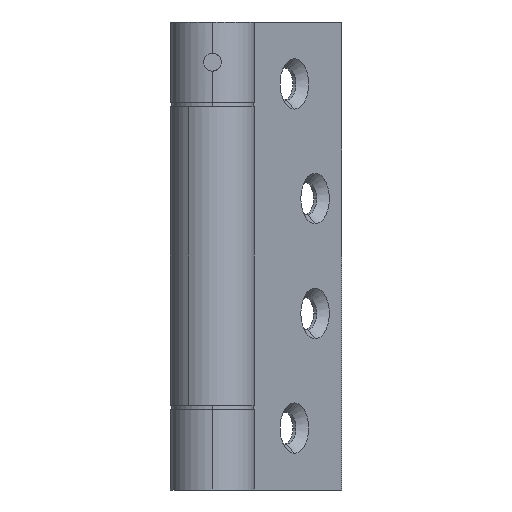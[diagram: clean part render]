
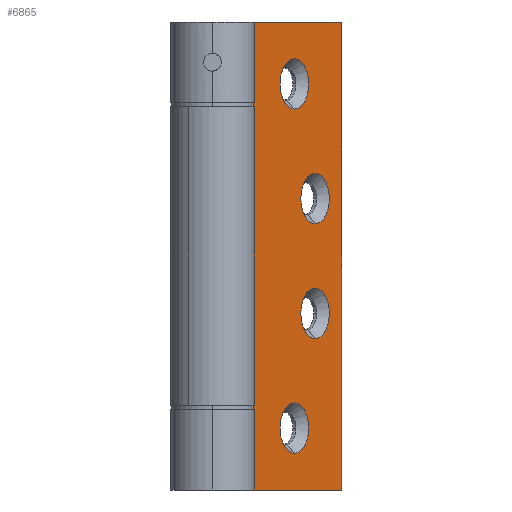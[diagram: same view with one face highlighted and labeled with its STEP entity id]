
A CAD part, left-side view. The second image highlights one B-rep face of the part: STEP entity #6865.
In plain terms, the highlighted face is planar.
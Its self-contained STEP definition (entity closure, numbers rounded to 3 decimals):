
#141 = ORIENTED_EDGE ( 'NONE', *, *, #15239, .T. ) ;
#144 = CARTESIAN_POINT ( 'NONE',  ( 32.65, -0.7, -37.5 ) ) ;
#232 = DIRECTION ( 'NONE',  ( -1., 0., 0. ) ) ;
#677 = DIRECTION ( 'NONE',  ( 0., -1., 0. ) ) ;
#964 = LINE ( 'NONE', #13747, #2727 ) ;
#1120 = ORIENTED_EDGE ( 'NONE', *, *, #7041, .T. ) ;
#1252 = ORIENTED_EDGE ( 'NONE', *, *, #16504, .T. ) ;
#1325 = AXIS2_PLACEMENT_3D ( 'NONE', #3618, #677, #12133 ) ;
#1349 = CIRCLE ( 'NONE', #11782, 5.5 ) ;
#1431 = VERTEX_POINT ( 'NONE', #2111 ) ;
#1501 = VERTEX_POINT ( 'NONE', #17754 ) ;
#1582 = DIRECTION ( 'NONE',  ( 0., 0., -1. ) ) ;
#1662 = FACE_OUTER_BOUND ( 'NONE', #5314, .T. ) ;
#1926 = AXIS2_PLACEMENT_3D ( 'NONE', #144, #11402, #4088 ) ;
#1999 = EDGE_CURVE ( 'NONE', #8169, #10629, #7110, .T. ) ;
#2111 = CARTESIAN_POINT ( 'NONE',  ( 11.312, -0.7, 32.5 ) ) ;
#2203 = EDGE_CURVE ( 'NONE', #7238, #1431, #7567, .T. ) ;
#2210 = EDGE_CURVE ( 'NONE', #1431, #10423, #9720, .T. ) ;
#2282 = EDGE_CURVE ( 'NONE', #10629, #8169, #4441, .T. ) ;
#2462 = DIRECTION ( 'NONE',  ( 1., 0., 0. ) ) ;
#2531 = FACE_BOUND ( 'NONE', #12945, .T. ) ;
#2584 = EDGE_LOOP ( 'NONE', ( #2953, #14208 ) ) ;
#2727 = VECTOR ( 'NONE', #2462, 1000. ) ;
#2825 = VERTEX_POINT ( 'NONE', #3852 ) ;
#2953 = ORIENTED_EDGE ( 'NONE', *, *, #2282, .T. ) ;
#3478 = CARTESIAN_POINT ( 'NONE',  ( 11.312, -0.7, 51. ) ) ;
#3479 = VERTEX_POINT ( 'NONE', #17035 ) ;
#3618 = CARTESIAN_POINT ( 'NONE',  ( 40.65, -0.7, 12.5 ) ) ;
#3852 = CARTESIAN_POINT ( 'NONE',  ( 32.65, -0.7, -43. ) ) ;
#3859 = EDGE_CURVE ( 'NONE', #10423, #6714, #9247, .T. ) ;
#4088 = DIRECTION ( 'NONE',  ( -1., 0., 0. ) ) ;
#4441 = CIRCLE ( 'NONE', #11870, 5.5 ) ;
#4821 = VERTEX_POINT ( 'NONE', #17767 ) ;
#4993 = FACE_BOUND ( 'NONE', #2584, .T. ) ;
#5314 = EDGE_LOOP ( 'NONE', ( #12931, #17284, #6842, #13555, #7848, #8582 ) ) ;
#5573 = AXIS2_PLACEMENT_3D ( 'NONE', #16822, #8394, #11361 ) ;
#5686 = ORIENTED_EDGE ( 'NONE', *, *, #7144, .T. ) ;
#5870 = CARTESIAN_POINT ( 'NONE',  ( 40.65, -0.7, -18. ) ) ;
#5947 = CARTESIAN_POINT ( 'NONE',  ( 11.312, -0.7, -32.5 ) ) ;
#6177 = AXIS2_PLACEMENT_3D ( 'NONE', #9151, #16143, #10369 ) ;
#6557 = VECTOR ( 'NONE', #13261, 1000. ) ;
#6639 = CARTESIAN_POINT ( 'NONE',  ( 32.65, -0.7, 43. ) ) ;
#6710 = VECTOR ( 'NONE', #8934, 1000. ) ;
#6714 = VERTEX_POINT ( 'NONE', #13162 ) ;
#6725 = VERTEX_POINT ( 'NONE', #15960 ) ;
#6842 = ORIENTED_EDGE ( 'NONE', *, *, #2210, .F. ) ;
#6865 = ADVANCED_FACE ( 'NONE', ( #10677, #2531, #4993, #15359, #1662 ), #9218, .T. ) ;
#6871 = VECTOR ( 'NONE', #1582, 1000. ) ;
#7041 = EDGE_CURVE ( 'NONE', #2825, #14520, #17753, .T. ) ;
#7088 = CARTESIAN_POINT ( 'NONE',  ( 11.312, -0.7, 51. ) ) ;
#7110 = CIRCLE ( 'NONE', #7285, 5.5 ) ;
#7144 = EDGE_CURVE ( 'NONE', #4821, #10865, #18198, .T. ) ;
#7204 = CARTESIAN_POINT ( 'NONE',  ( 11.312, -0.7, 51. ) ) ;
#7238 = VERTEX_POINT ( 'NONE', #7595 ) ;
#7259 = CARTESIAN_POINT ( 'NONE',  ( 32.65, -0.7, 37.5 ) ) ;
#7285 = AXIS2_PLACEMENT_3D ( 'NONE', #10339, #11879, #10399 ) ;
#7567 = LINE ( 'NONE', #7204, #6871 ) ;
#7595 = CARTESIAN_POINT ( 'NONE',  ( 11.312, -0.7, 51. ) ) ;
#7848 = ORIENTED_EDGE ( 'NONE', *, *, #13254, .T. ) ;
#8169 = VERTEX_POINT ( 'NONE', #5870 ) ;
#8394 = DIRECTION ( 'NONE',  ( 0., -1., 0. ) ) ;
#8505 = EDGE_CURVE ( 'NONE', #6714, #1501, #10436, .T. ) ;
#8582 = ORIENTED_EDGE ( 'NONE', *, *, #10810, .T. ) ;
#8674 = DIRECTION ( 'NONE',  ( -1., 0., 0. ) ) ;
#8715 = ORIENTED_EDGE ( 'NONE', *, *, #9654, .T. ) ;
#8821 = CARTESIAN_POINT ( 'NONE',  ( 11.312, -0.7, -51. ) ) ;
#8934 = DIRECTION ( 'NONE',  ( 1., 0., 0. ) ) ;
#9085 = EDGE_CURVE ( 'NONE', #10865, #4821, #11878, .T. ) ;
#9151 = CARTESIAN_POINT ( 'NONE',  ( 11.312, -0.7, 51. ) ) ;
#9218 = PLANE ( 'NONE',  #6177 ) ;
#9247 = LINE ( 'NONE', #3478, #18062 ) ;
#9592 = VERTEX_POINT ( 'NONE', #6639 ) ;
#9654 = EDGE_CURVE ( 'NONE', #14520, #2825, #10212, .T. ) ;
#9720 = LINE ( 'NONE', #7088, #15260 ) ;
#10130 = ORIENTED_EDGE ( 'NONE', *, *, #9085, .T. ) ;
#10212 = CIRCLE ( 'NONE', #1926, 5.5 ) ;
#10253 = EDGE_LOOP ( 'NONE', ( #141, #1252 ) ) ;
#10291 = LINE ( 'NONE', #17266, #6557 ) ;
#10339 = CARTESIAN_POINT ( 'NONE',  ( 40.65, -0.7, -12.5 ) ) ;
#10369 = DIRECTION ( 'NONE',  ( -1., 0., 0. ) ) ;
#10399 = DIRECTION ( 'NONE',  ( -1., 0., 0. ) ) ;
#10423 = VERTEX_POINT ( 'NONE', #5947 ) ;
#10436 = LINE ( 'NONE', #8821, #6710 ) ;
#10472 = DIRECTION ( 'NONE',  ( -1., 0., 0. ) ) ;
#10612 = DIRECTION ( 'NONE',  ( 0., 0., -1. ) ) ;
#10629 = VERTEX_POINT ( 'NONE', #15067 ) ;
#10677 = FACE_BOUND ( 'NONE', #10253, .T. ) ;
#10686 = CARTESIAN_POINT ( 'NONE',  ( 32.65, -0.7, -32. ) ) ;
#10810 = EDGE_CURVE ( 'NONE', #6725, #1501, #10291, .T. ) ;
#10865 = VERTEX_POINT ( 'NONE', #15986 ) ;
#10922 = AXIS2_PLACEMENT_3D ( 'NONE', #7259, #17105, #8674 ) ;
#11361 = DIRECTION ( 'NONE',  ( -1., 0., 0. ) ) ;
#11402 = DIRECTION ( 'NONE',  ( 0., -1., 0. ) ) ;
#11616 = CARTESIAN_POINT ( 'NONE',  ( 32.65, -0.7, 37.5 ) ) ;
#11741 = DIRECTION ( 'NONE',  ( 0., -1., 0. ) ) ;
#11782 = AXIS2_PLACEMENT_3D ( 'NONE', #11616, #11741, #232 ) ;
#11870 = AXIS2_PLACEMENT_3D ( 'NONE', #16134, #17522, #10472 ) ;
#11878 = CIRCLE ( 'NONE', #1325, 5.5 ) ;
#11879 = DIRECTION ( 'NONE',  ( 0., -1., 0. ) ) ;
#12133 = DIRECTION ( 'NONE',  ( -1., 0., 0. ) ) ;
#12170 = AXIS2_PLACEMENT_3D ( 'NONE', #15976, #15849, #17130 ) ;
#12493 = EDGE_LOOP ( 'NONE', ( #8715, #1120 ) ) ;
#12931 = ORIENTED_EDGE ( 'NONE', *, *, #8505, .F. ) ;
#12945 = EDGE_LOOP ( 'NONE', ( #5686, #10130 ) ) ;
#13162 = CARTESIAN_POINT ( 'NONE',  ( 11.312, -0.7, -51. ) ) ;
#13254 = EDGE_CURVE ( 'NONE', #7238, #6725, #964, .T. ) ;
#13261 = DIRECTION ( 'NONE',  ( 0., 0., -1. ) ) ;
#13555 = ORIENTED_EDGE ( 'NONE', *, *, #2203, .F. ) ;
#13747 = CARTESIAN_POINT ( 'NONE',  ( 11.312, -0.7, 51. ) ) ;
#14208 = ORIENTED_EDGE ( 'NONE', *, *, #1999, .T. ) ;
#14520 = VERTEX_POINT ( 'NONE', #10686 ) ;
#15067 = CARTESIAN_POINT ( 'NONE',  ( 40.65, -0.7, -7. ) ) ;
#15239 = EDGE_CURVE ( 'NONE', #9592, #3479, #16239, .T. ) ;
#15260 = VECTOR ( 'NONE', #16812, 1000. ) ;
#15359 = FACE_BOUND ( 'NONE', #12493, .T. ) ;
#15849 = DIRECTION ( 'NONE',  ( 0., -1., 0. ) ) ;
#15960 = CARTESIAN_POINT ( 'NONE',  ( 50.85, -0.7, 51. ) ) ;
#15976 = CARTESIAN_POINT ( 'NONE',  ( 40.65, -0.7, 12.5 ) ) ;
#15986 = CARTESIAN_POINT ( 'NONE',  ( 40.65, -0.7, 7. ) ) ;
#16134 = CARTESIAN_POINT ( 'NONE',  ( 40.65, -0.7, -12.5 ) ) ;
#16143 = DIRECTION ( 'NONE',  ( 0., 1., 0. ) ) ;
#16239 = CIRCLE ( 'NONE', #10922, 5.5 ) ;
#16504 = EDGE_CURVE ( 'NONE', #3479, #9592, #1349, .T. ) ;
#16812 = DIRECTION ( 'NONE',  ( 0., 0., -1. ) ) ;
#16822 = CARTESIAN_POINT ( 'NONE',  ( 32.65, -0.7, -37.5 ) ) ;
#17035 = CARTESIAN_POINT ( 'NONE',  ( 32.65, -0.7, 32. ) ) ;
#17105 = DIRECTION ( 'NONE',  ( 0., -1., 0. ) ) ;
#17130 = DIRECTION ( 'NONE',  ( -1., 0., 0. ) ) ;
#17266 = CARTESIAN_POINT ( 'NONE',  ( 50.85, -0.7, 51. ) ) ;
#17284 = ORIENTED_EDGE ( 'NONE', *, *, #3859, .F. ) ;
#17522 = DIRECTION ( 'NONE',  ( 0., -1., 0. ) ) ;
#17753 = CIRCLE ( 'NONE', #5573, 5.5 ) ;
#17754 = CARTESIAN_POINT ( 'NONE',  ( 50.85, -0.7, -51. ) ) ;
#17767 = CARTESIAN_POINT ( 'NONE',  ( 40.65, -0.7, 18. ) ) ;
#18062 = VECTOR ( 'NONE', #10612, 1000. ) ;
#18198 = CIRCLE ( 'NONE', #12170, 5.5 ) ;
